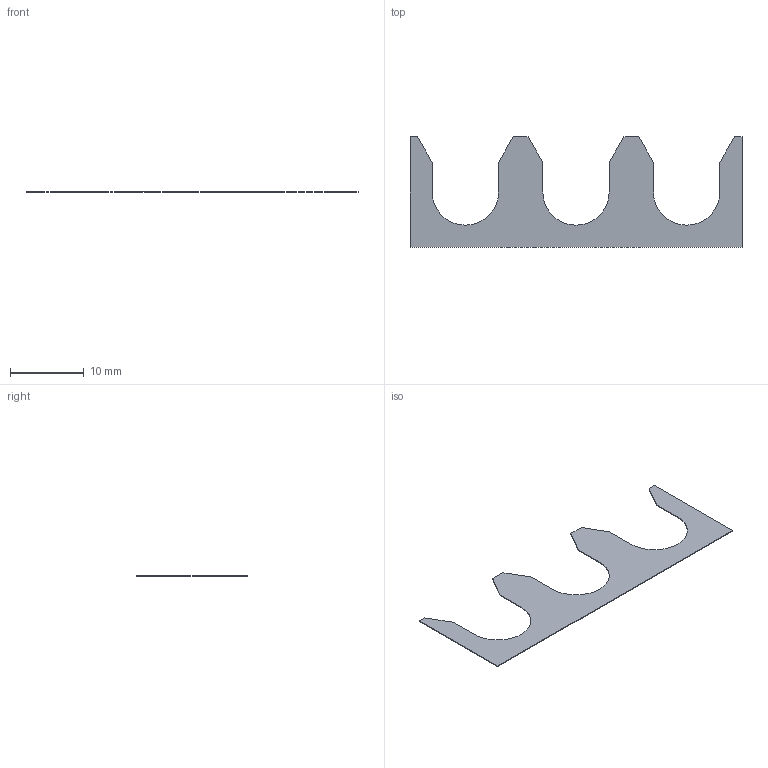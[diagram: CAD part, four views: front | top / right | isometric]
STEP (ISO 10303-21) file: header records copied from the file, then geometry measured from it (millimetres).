
FILE_DESCRIPTION(/* description */ ('STEP AP242','CAx-IF Rec.Pracs.---Representation and Presentation of Product Manufacturing Information (PMI)---4.0---2014-10-13','CAx-IF Rec.Pracs.---3D Tessellated Geometry---0.4---2014-09-14','2;1'),/* implementation_level */ '2;1');
FILE_NAME(/* name */ '62803218234e7c780e9e930b',/* time_stamp */ '2022-05-14T22:50:01+00:00',/* author */ (''),/* organization */ (''),/* preprocessor_version */ 'ST-DEVELOPER v18.101',/* originating_system */ ' ',/* authorisation */ ' ');
FILE_SCHEMA (('AP242_MANAGED_MODEL_BASED_3D_ENGINEERING_MIM_LF { 1 0 10303 442 1 1 4 }'));
Length unit declared in the file: metre
Products named in the file (1): DSCH124-M010
Bounding box: 45 x 15 x 0.1 mm (x, y, z)
Volume: 35.6 mm3; surface area: 729.7 mm2
Topology: 1 solids, 1 shells, 24 faces, 66 edges, 44 vertices
Faces by surface type: plane 21, cylinder 3
Entity records: 778 total; most frequent: CARTESIAN_POINT 135, ORIENTED_EDGE 132, DIRECTION 122, EDGE_CURVE 66, LINE 60, VECTOR 60, VERTEX_POINT 44, AXIS2_PLACEMENT_3D 31
